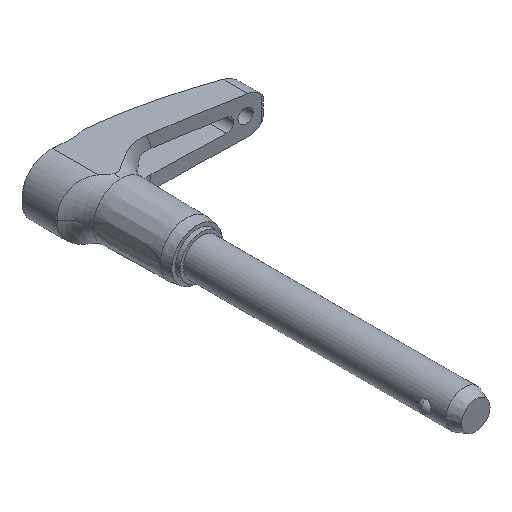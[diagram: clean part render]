
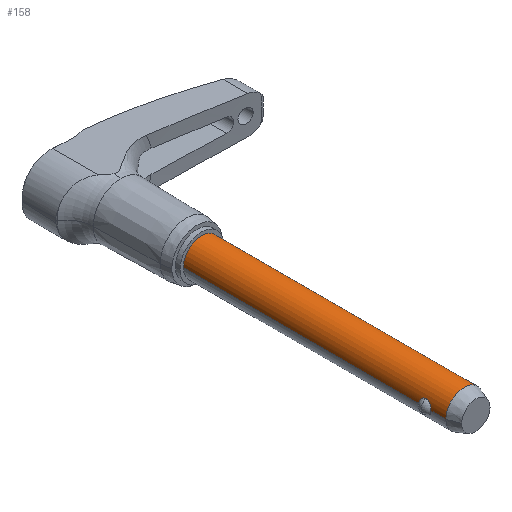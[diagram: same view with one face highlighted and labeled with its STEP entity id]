
A CAD part, isometric view. The second image highlights one B-rep face of the part: STEP entity #158.
In plain terms, the highlighted cylindrical face has radius 3.969 mm (diameter 7.938 mm), a partial arc.
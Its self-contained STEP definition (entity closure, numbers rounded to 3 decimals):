
#158=ADVANCED_FACE('',(#336),#337,.T.);
#336=FACE_OUTER_BOUND('',#528,.T.);
#337=CYLINDRICAL_SURFACE('',#529,3.969);
#528=EDGE_LOOP('',(#924,#925,#926,#927,#928,#929,#930,#931,#932,#933));
#529=AXIS2_PLACEMENT_3D('',#934,#935,#936);
#924=ORIENTED_EDGE('',*,*,#1197,.T.);
#925=ORIENTED_EDGE('',*,*,#1311,.T.);
#926=ORIENTED_EDGE('',*,*,#1309,.T.);
#927=ORIENTED_EDGE('',*,*,#1204,.T.);
#928=ORIENTED_EDGE('',*,*,#1312,.F.);
#929=ORIENTED_EDGE('',*,*,#1202,.T.);
#930=ORIENTED_EDGE('',*,*,#1313,.T.);
#931=ORIENTED_EDGE('',*,*,#1314,.T.);
#932=ORIENTED_EDGE('',*,*,#1199,.T.);
#933=ORIENTED_EDGE('',*,*,#1178,.T.);
#934=CARTESIAN_POINT('',(0.0,-29.591,0.0));
#935=DIRECTION('',(-0.0,1.0,0.0));
#936=DIRECTION('',(1.0,0.0,0.0));
#1178=EDGE_CURVE('',#1419,#1417,#1420,.T.);
#1197=EDGE_CURVE('',#1417,#1448,#1449,.T.);
#1199=EDGE_CURVE('',#1451,#1419,#1452,.T.);
#1202=EDGE_CURVE('',#1457,#1455,#1458,.T.);
#1204=EDGE_CURVE('',#1461,#1459,#1462,.T.);
#1309=EDGE_CURVE('',#1614,#1461,#1616,.T.);
#1311=EDGE_CURVE('',#1448,#1614,#1618,.T.);
#1312=EDGE_CURVE('',#1457,#1459,#1619,.T.);
#1313=EDGE_CURVE('',#1455,#1620,#1621,.T.);
#1314=EDGE_CURVE('',#1620,#1451,#1622,.T.);
#1417=VERTEX_POINT('',#1810);
#1419=VERTEX_POINT('',#1813);
#1420=CIRCLE('',#1814,3.969);
#1448=VERTEX_POINT('',#1903);
#1449=LINE('',#1904,#1905);
#1451=VERTEX_POINT('',#1907);
#1452=LINE('',#1908,#1909);
#1455=VERTEX_POINT('',#1925);
#1457=VERTEX_POINT('',#1940);
#1458=LINE('',#1941,#1942);
#1459=VERTEX_POINT('',#1943);
#1461=VERTEX_POINT('',#1945);
#1462=LINE('',#1946,#1947);
#1614=VERTEX_POINT('',#2668);
#1616=B_SPLINE_CURVE_WITH_KNOTS('',3,(#2670,#2671,#2672,#2673,#2674,#2675,#2676,#2677,#2678,#2679,#2680,#2681,#2682,#2683),.UNSPECIFIED.,.F.,.F.,(4,2,2,2,2,2,4),(4.167,4.622,5.077,5.295,5.513,5.882,6.251),.UNSPECIFIED.);
#1618=B_SPLINE_CURVE_WITH_KNOTS('',3,(#2685,#2686,#2687,#2688,#2689,#2690,#2691,#2692,#2693,#2694,#2695,#2696,#2697,#2698),.UNSPECIFIED.,.F.,.F.,(4,2,2,2,2,2,4),(2.084,2.453,2.822,3.04,3.257,3.712,4.167),.UNSPECIFIED.);
#1619=CIRCLE('',#2699,3.969);
#1620=VERTEX_POINT('',#2700);
#1621=B_SPLINE_CURVE_WITH_KNOTS('',3,(#2701,#2702,#2703,#2704,#2705,#2706,#2707,#2708,#2709,#2710,#2711,#2712,#2713,#2714),.UNSPECIFIED.,.F.,.F.,(4,2,2,2,2,2,4),(6.251,6.62,6.989,7.207,7.425,7.88,8.335),.UNSPECIFIED.);
#1622=B_SPLINE_CURVE_WITH_KNOTS('',3,(#2715,#2716,#2717,#2718,#2719,#2720,#2721,#2722,#2723,#2724,#2725,#2726,#2727,#2728),.UNSPECIFIED.,.F.,.F.,(4,2,2,2,2,2,4),(0.0,0.455,0.91,1.128,1.345,1.715,2.084),.UNSPECIFIED.);
#1810=CARTESIAN_POINT('',(3.969,-56.667,0.0));
#1813=CARTESIAN_POINT('',(-3.969,-56.667,0.));
#1814=AXIS2_PLACEMENT_3D('',#3014,#3015,#3016);
#1903=CARTESIAN_POINT('',(3.969,-53.447,0.));
#1904=CARTESIAN_POINT('',(3.969,-29.591,0.));
#1905=VECTOR('',#3044,1.0);
#1907=CARTESIAN_POINT('',(-3.969,-53.447,0.));
#1908=CARTESIAN_POINT('',(-3.969,-29.591,0.));
#1909=VECTOR('',#3048,1.0);
#1925=CARTESIAN_POINT('',(-3.969,-50.8,0.));
#1940=CARTESIAN_POINT('',(-3.969,0.0,0.));
#1941=CARTESIAN_POINT('',(-3.969,-29.591,0.));
#1942=VECTOR('',#3049,1.0);
#1943=CARTESIAN_POINT('',(3.969,0.0,0.0));
#1945=CARTESIAN_POINT('',(3.969,-50.8,0.));
#1946=CARTESIAN_POINT('',(3.969,-29.591,0.));
#1947=VECTOR('',#3053,1.0);
#2668=CARTESIAN_POINT('',(3.7,-52.123,1.435));
#2670=CARTESIAN_POINT('',(3.7,-52.123,1.435));
#2671=CARTESIAN_POINT('',(3.7,-51.972,1.435));
#2672=CARTESIAN_POINT('',(3.712,-51.81,1.406));
#2673=CARTESIAN_POINT('',(3.754,-51.512,1.289));
#2674=CARTESIAN_POINT('',(3.784,-51.376,1.201));
#2675=CARTESIAN_POINT('',(3.827,-51.213,1.053));
#2676=CARTESIAN_POINT('',(3.842,-51.16,0.996));
#2677=CARTESIAN_POINT('',(3.872,-51.064,0.873));
#2678=CARTESIAN_POINT('',(3.886,-51.021,0.807));
#2679=CARTESIAN_POINT('',(3.919,-50.928,0.638));
#2680=CARTESIAN_POINT('',(3.937,-50.879,0.514));
#2681=CARTESIAN_POINT('',(3.963,-50.815,0.257));
#2682=CARTESIAN_POINT('',(3.969,-50.8,0.123));
#2683=CARTESIAN_POINT('',(3.969,-50.8,0.));
#2685=CARTESIAN_POINT('',(3.969,-53.447,0.0));
#2686=CARTESIAN_POINT('',(3.969,-53.447,0.123));
#2687=CARTESIAN_POINT('',(3.963,-53.432,0.257));
#2688=CARTESIAN_POINT('',(3.937,-53.368,0.514));
#2689=CARTESIAN_POINT('',(3.919,-53.318,0.638));
#2690=CARTESIAN_POINT('',(3.886,-53.226,0.807));
#2691=CARTESIAN_POINT('',(3.872,-53.183,0.873));
#2692=CARTESIAN_POINT('',(3.842,-53.087,0.996));
#2693=CARTESIAN_POINT('',(3.827,-53.034,1.053));
#2694=CARTESIAN_POINT('',(3.784,-52.871,1.201));
#2695=CARTESIAN_POINT('',(3.754,-52.734,1.289));
#2696=CARTESIAN_POINT('',(3.712,-52.436,1.406));
#2697=CARTESIAN_POINT('',(3.7,-52.275,1.435));
#2698=CARTESIAN_POINT('',(3.7,-52.123,1.435));
#2699=AXIS2_PLACEMENT_3D('',#3169,#3170,#3171);
#2700=CARTESIAN_POINT('',(-3.7,-52.123,1.435));
#2701=CARTESIAN_POINT('',(-3.969,-50.8,0.));
#2702=CARTESIAN_POINT('',(-3.969,-50.8,0.123));
#2703=CARTESIAN_POINT('',(-3.963,-50.815,0.257));
#2704=CARTESIAN_POINT('',(-3.937,-50.879,0.514));
#2705=CARTESIAN_POINT('',(-3.919,-50.928,0.638));
#2706=CARTESIAN_POINT('',(-3.886,-51.021,0.807));
#2707=CARTESIAN_POINT('',(-3.872,-51.064,0.873));
#2708=CARTESIAN_POINT('',(-3.842,-51.16,0.996));
#2709=CARTESIAN_POINT('',(-3.827,-51.213,1.053));
#2710=CARTESIAN_POINT('',(-3.784,-51.376,1.201));
#2711=CARTESIAN_POINT('',(-3.754,-51.512,1.289));
#2712=CARTESIAN_POINT('',(-3.712,-51.81,1.406));
#2713=CARTESIAN_POINT('',(-3.7,-51.972,1.435));
#2714=CARTESIAN_POINT('',(-3.7,-52.123,1.435));
#2715=CARTESIAN_POINT('',(-3.7,-52.123,1.435));
#2716=CARTESIAN_POINT('',(-3.7,-52.275,1.435));
#2717=CARTESIAN_POINT('',(-3.712,-52.436,1.406));
#2718=CARTESIAN_POINT('',(-3.754,-52.734,1.289));
#2719=CARTESIAN_POINT('',(-3.784,-52.871,1.201));
#2720=CARTESIAN_POINT('',(-3.827,-53.034,1.053));
#2721=CARTESIAN_POINT('',(-3.842,-53.087,0.996));
#2722=CARTESIAN_POINT('',(-3.872,-53.183,0.873));
#2723=CARTESIAN_POINT('',(-3.886,-53.226,0.807));
#2724=CARTESIAN_POINT('',(-3.919,-53.318,0.638));
#2725=CARTESIAN_POINT('',(-3.937,-53.368,0.514));
#2726=CARTESIAN_POINT('',(-3.963,-53.432,0.257));
#2727=CARTESIAN_POINT('',(-3.969,-53.447,0.123));
#2728=CARTESIAN_POINT('',(-3.969,-53.447,0.));
#3014=CARTESIAN_POINT('',(0.0,-56.667,0.0));
#3015=DIRECTION('',(0.,1.0,0.0));
#3016=DIRECTION('',(1.0,0.,0.0));
#3044=DIRECTION('',(0.0,1.0,0.0));
#3048=DIRECTION('',(-0.0,-1.0,-0.0));
#3049=DIRECTION('',(-0.0,-1.0,-0.0));
#3053=DIRECTION('',(0.0,1.0,0.0));
#3169=CARTESIAN_POINT('',(0.0,0.0,0.0));
#3170=DIRECTION('',(-0.0,1.0,0.0));
#3171=DIRECTION('',(1.0,0.0,0.0));
